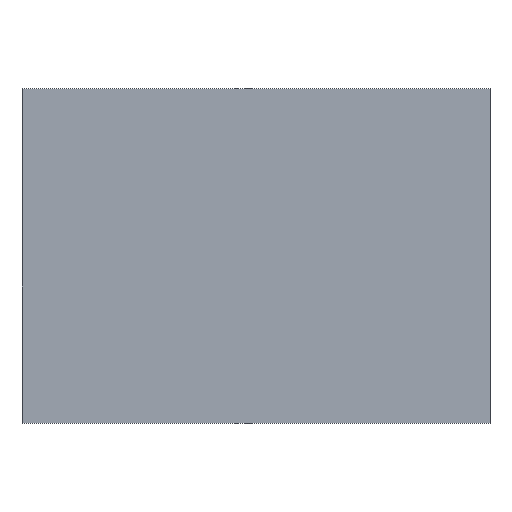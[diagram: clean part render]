
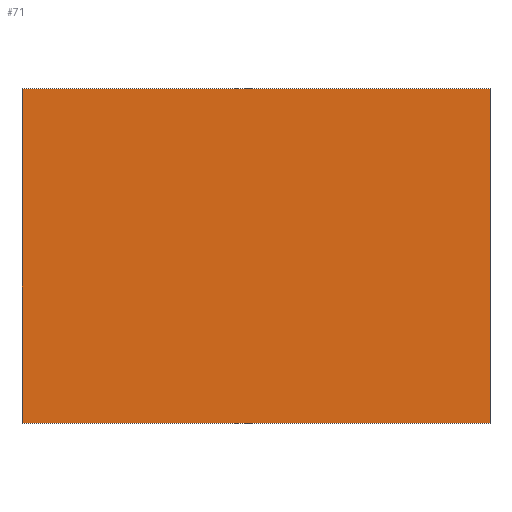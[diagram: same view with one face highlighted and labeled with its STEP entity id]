
A CAD part, top view. The second image highlights one B-rep face of the part: STEP entity #71.
In plain terms, the highlighted planar face has unit normal (0, 0, 1).
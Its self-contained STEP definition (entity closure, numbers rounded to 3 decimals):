
#5 = EDGE_LOOP ( 'NONE', ( #21, #109, #164, #192 ) ) ;
#12 = DIRECTION ( 'NONE',  ( 1., 0., 0. ) ) ;
#21 = ORIENTED_EDGE ( 'NONE', *, *, #182, .T. ) ;
#23 = LINE ( 'NONE', #178, #157 ) ;
#25 = VERTEX_POINT ( 'NONE', #45 ) ;
#33 = LINE ( 'NONE', #102, #51 ) ;
#35 = DIRECTION ( 'NONE',  ( -1., 0., 0. ) ) ;
#36 = AXIS2_PLACEMENT_3D ( 'NONE', #201, #140, #73 ) ;
#45 = CARTESIAN_POINT ( 'NONE',  ( 0., 0., 1.1 ) ) ;
#51 = VECTOR ( 'NONE', #35, 1000. ) ;
#61 = VERTEX_POINT ( 'NONE', #124 ) ;
#71 = ADVANCED_FACE ( 'NONE', ( #72 ), #89, .F. ) ;
#72 = FACE_OUTER_BOUND ( 'NONE', #5, .T. ) ;
#73 = DIRECTION ( 'NONE',  ( -1., 0., 0. ) ) ;
#83 = VERTEX_POINT ( 'NONE', #88 ) ;
#88 = CARTESIAN_POINT ( 'NONE',  ( 17.5, 12.5, 1.1 ) ) ;
#89 = PLANE ( 'NONE',  #36 ) ;
#100 = LINE ( 'NONE', #197, #105 ) ;
#102 = CARTESIAN_POINT ( 'NONE',  ( 0., 12.5, 1.1 ) ) ;
#105 = VECTOR ( 'NONE', #12, 1000. ) ;
#109 = ORIENTED_EDGE ( 'NONE', *, *, #132, .T. ) ;
#111 = VERTEX_POINT ( 'NONE', #169 ) ;
#119 = CARTESIAN_POINT ( 'NONE',  ( 17.5, 0., 1.1 ) ) ;
#122 = LINE ( 'NONE', #119, #125 ) ;
#124 = CARTESIAN_POINT ( 'NONE',  ( 0., 12.5, 1.1 ) ) ;
#125 = VECTOR ( 'NONE', #148, 1000. ) ;
#132 = EDGE_CURVE ( 'NONE', #25, #111, #100, .T. ) ;
#140 = DIRECTION ( 'NONE',  ( 0., 0., -1. ) ) ;
#148 = DIRECTION ( 'NONE',  ( 0., 1., 0. ) ) ;
#150 = DIRECTION ( 'NONE',  ( 0., -1., 0. ) ) ;
#157 = VECTOR ( 'NONE', #150, 1000. ) ;
#164 = ORIENTED_EDGE ( 'NONE', *, *, #185, .T. ) ;
#169 = CARTESIAN_POINT ( 'NONE',  ( 17.5, 0., 1.1 ) ) ;
#178 = CARTESIAN_POINT ( 'NONE',  ( 0., 0., 1.1 ) ) ;
#182 = EDGE_CURVE ( 'NONE', #61, #25, #23, .T. ) ;
#185 = EDGE_CURVE ( 'NONE', #111, #83, #122, .T. ) ;
#188 = EDGE_CURVE ( 'NONE', #83, #61, #33, .T. ) ;
#192 = ORIENTED_EDGE ( 'NONE', *, *, #188, .T. ) ;
#197 = CARTESIAN_POINT ( 'NONE',  ( 0., 0., 1.1 ) ) ;
#201 = CARTESIAN_POINT ( 'NONE',  ( 0., 0., 1.1 ) ) ;
